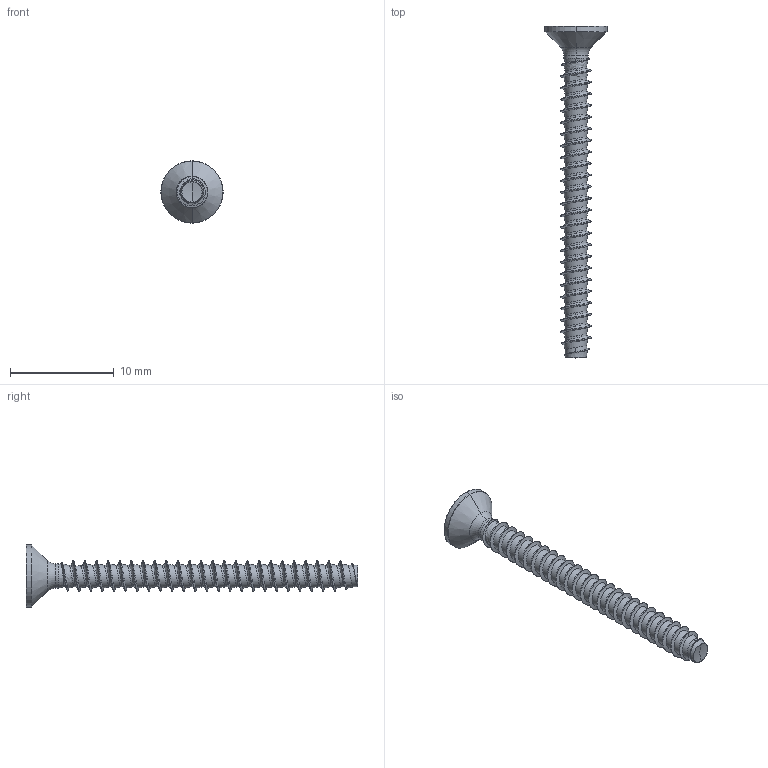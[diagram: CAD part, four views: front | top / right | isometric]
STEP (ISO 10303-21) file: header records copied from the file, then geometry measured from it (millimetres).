
FILE_DESCRIPTION (( 'STEP AP203' ), '1' );
FILE_NAME ('STP330300320.STEP', '2020-09-04T16:04:53', ( '' ), ( '' ), 'SwSTEP 2.0', 'SolidWorks 2015', '' );
FILE_SCHEMA (( 'CONFIG_CONTROL_DESIGN' ));
Length unit declared in the file: millimetre
Products named in the file (2): STP330300320
Bounding box: 6 x 32 x 6 mm (x, y, z)
Volume: 160.9 mm3; surface area: 412.2 mm2
Topology: 1 solids, 1 shells, 214 faces, 510 edges, 298 vertices
Faces by surface type: cylinder 98, bspline 51, sphere 26, plane 22, cone 11, torus 6
Entity records: 35613 total; most frequent: CARTESIAN_POINT 31152, ORIENTED_EDGE 1016, DIRECTION 765, EDGE_CURVE 508, AXIS2_PLACEMENT_3D 306, VERTEX_POINT 298, EDGE_LOOP 216, ADVANCED_FACE 214
